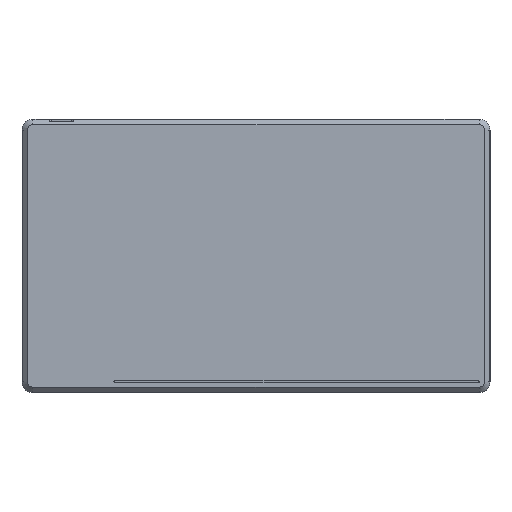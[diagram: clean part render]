
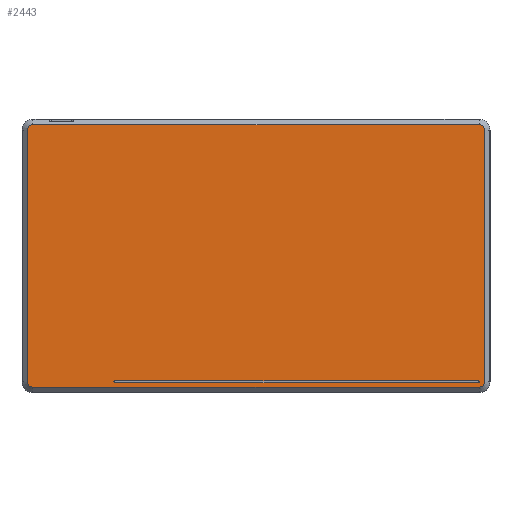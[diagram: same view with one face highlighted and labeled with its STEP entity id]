
A CAD part, top view. The second image highlights one B-rep face of the part: STEP entity #2443.
In plain terms, the highlighted planar face has unit normal (0, 0, 1).
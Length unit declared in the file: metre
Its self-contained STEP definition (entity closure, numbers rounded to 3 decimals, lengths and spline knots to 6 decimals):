
#121=CIRCLE('',#2631,0.003);
#122=CIRCLE('',#2632,0.003);
#123=CIRCLE('',#2633,0.003);
#124=CIRCLE('',#2634,0.003);
#125=CIRCLE('',#2635,0.0005);
#126=CIRCLE('',#2636,0.0005);
#301=ORIENTED_EDGE('',*,*,#977,.T.);
#302=ORIENTED_EDGE('',*,*,#978,.T.);
#303=ORIENTED_EDGE('',*,*,#979,.T.);
#304=ORIENTED_EDGE('',*,*,#980,.T.);
#305=ORIENTED_EDGE('',*,*,#981,.T.);
#306=ORIENTED_EDGE('',*,*,#982,.T.);
#307=ORIENTED_EDGE('',*,*,#983,.T.);
#308=ORIENTED_EDGE('',*,*,#984,.T.);
#309=ORIENTED_EDGE('',*,*,#985,.F.);
#310=ORIENTED_EDGE('',*,*,#986,.F.);
#311=ORIENTED_EDGE('',*,*,#987,.F.);
#312=ORIENTED_EDGE('',*,*,#988,.F.);
#977=EDGE_CURVE('',#1315,#1316,#121,.F.);
#978=EDGE_CURVE('',#1316,#1317,#1549,.T.);
#979=EDGE_CURVE('',#1317,#1318,#122,.F.);
#980=EDGE_CURVE('',#1318,#1319,#1550,.T.);
#981=EDGE_CURVE('',#1319,#1320,#123,.F.);
#982=EDGE_CURVE('',#1320,#1321,#1551,.T.);
#983=EDGE_CURVE('',#1321,#1322,#124,.F.);
#984=EDGE_CURVE('',#1322,#1315,#1552,.T.);
#985=EDGE_CURVE('',#1323,#1324,#1553,.F.);
#986=EDGE_CURVE('',#1325,#1323,#125,.F.);
#987=EDGE_CURVE('',#1326,#1325,#1554,.T.);
#988=EDGE_CURVE('',#1324,#1326,#126,.F.);
#1315=VERTEX_POINT('',#3790);
#1316=VERTEX_POINT('',#3791);
#1317=VERTEX_POINT('',#3793);
#1318=VERTEX_POINT('',#3795);
#1319=VERTEX_POINT('',#3797);
#1320=VERTEX_POINT('',#3799);
#1321=VERTEX_POINT('',#3801);
#1322=VERTEX_POINT('',#3803);
#1323=VERTEX_POINT('',#3806);
#1324=VERTEX_POINT('',#3807);
#1325=VERTEX_POINT('',#3809);
#1326=VERTEX_POINT('',#3811);
#1549=LINE('',#3792,#1725);
#1550=LINE('',#3796,#1726);
#1551=LINE('',#3800,#1727);
#1552=LINE('',#3804,#1728);
#1553=LINE('',#3805,#1729);
#1554=LINE('',#3810,#1730);
#1725=VECTOR('',#2974,1.);
#1726=VECTOR('',#2977,1.);
#1727=VECTOR('',#2980,1.);
#1728=VECTOR('',#2983,1.);
#1729=VECTOR('',#2984,1.);
#1730=VECTOR('',#2987,1.);
#1886=EDGE_LOOP('',(#301,#302,#303,#304,#305,#306,#307,#308));
#1887=EDGE_LOOP('',(#309,#310,#311,#312));
#2136=FACE_BOUND('',#1886,.T.);
#2137=FACE_BOUND('',#1887,.T.);
#2386=PLANE('',#2630);
#2443=ADVANCED_FACE('',(#2136,#2137),#2386,.F.);
#2630=AXIS2_PLACEMENT_3D('',#3788,#2970,#2971);
#2631=AXIS2_PLACEMENT_3D('',#3789,#2972,#2973);
#2632=AXIS2_PLACEMENT_3D('',#3794,#2975,#2976);
#2633=AXIS2_PLACEMENT_3D('',#3798,#2978,#2979);
#2634=AXIS2_PLACEMENT_3D('',#3802,#2981,#2982);
#2635=AXIS2_PLACEMENT_3D('',#3808,#2985,#2986);
#2636=AXIS2_PLACEMENT_3D('',#3812,#2988,#2989);
#2970=DIRECTION('',(0.,0.,-1.));
#2971=DIRECTION('',(1.,0.,0.));
#2972=DIRECTION('',(0.,0.,-1.));
#2973=DIRECTION('',(-1.,0.,0.));
#2974=DIRECTION('',(-1.,0.,0.));
#2975=DIRECTION('',(0.,0.,-1.));
#2976=DIRECTION('',(-1.,0.,0.));
#2977=DIRECTION('',(0.,-1.,0.));
#2978=DIRECTION('',(0.,0.,-1.));
#2979=DIRECTION('',(-1.,0.,0.));
#2980=DIRECTION('',(1.,0.,0.));
#2981=DIRECTION('',(0.,0.,-1.));
#2982=DIRECTION('',(-1.,0.,0.));
#2983=DIRECTION('',(0.,1.,0.));
#2984=DIRECTION('',(1.,0.,0.));
#2985=DIRECTION('',(0.,0.,-1.));
#2986=DIRECTION('',(-1.,0.,0.));
#2987=DIRECTION('',(1.,0.,0.));
#2988=DIRECTION('',(0.,0.,-1.));
#2989=DIRECTION('',(-1.,0.,0.));
#3788=CARTESIAN_POINT('',(0.142,-0.09075,0.00501));
#3789=CARTESIAN_POINT('',(0.2642,-0.0218,0.00501));
#3790=CARTESIAN_POINT('',(0.2672,-0.0218,0.00501));
#3791=CARTESIAN_POINT('',(0.2642,-0.0188,0.00501));
#3792=CARTESIAN_POINT('',(0.0198,-0.0188,0.00501));
#3793=CARTESIAN_POINT('',(0.0198,-0.0188,0.00501));
#3794=CARTESIAN_POINT('',(0.0198,-0.0218,0.00501));
#3795=CARTESIAN_POINT('',(0.0168,-0.0218,0.00501));
#3796=CARTESIAN_POINT('',(0.0168,-0.1597,0.00501));
#3797=CARTESIAN_POINT('',(0.0168,-0.1597,0.00501));
#3798=CARTESIAN_POINT('',(0.0198,-0.1597,0.00501));
#3799=CARTESIAN_POINT('',(0.0198,-0.1627,0.00501));
#3800=CARTESIAN_POINT('',(0.2642,-0.1627,0.00501));
#3801=CARTESIAN_POINT('',(0.2642,-0.1627,0.00501));
#3802=CARTESIAN_POINT('',(0.2642,-0.1597,0.00501));
#3803=CARTESIAN_POINT('',(0.2672,-0.1597,0.00501));
#3804=CARTESIAN_POINT('',(0.2672,-0.0218,0.00501));
#3805=CARTESIAN_POINT('',(0.142,-0.1592,0.00501));
#3806=CARTESIAN_POINT('',(0.2637,-0.1592,0.00501));
#3807=CARTESIAN_POINT('',(0.0647,-0.1592,0.00501));
#3808=CARTESIAN_POINT('',(0.2637,-0.1597,0.00501));
#3809=CARTESIAN_POINT('',(0.2637,-0.1602,0.00501));
#3810=CARTESIAN_POINT('',(0.142,-0.1602,0.00501));
#3811=CARTESIAN_POINT('',(0.0647,-0.1602,0.00501));
#3812=CARTESIAN_POINT('',(0.0647,-0.1597,0.00501));
